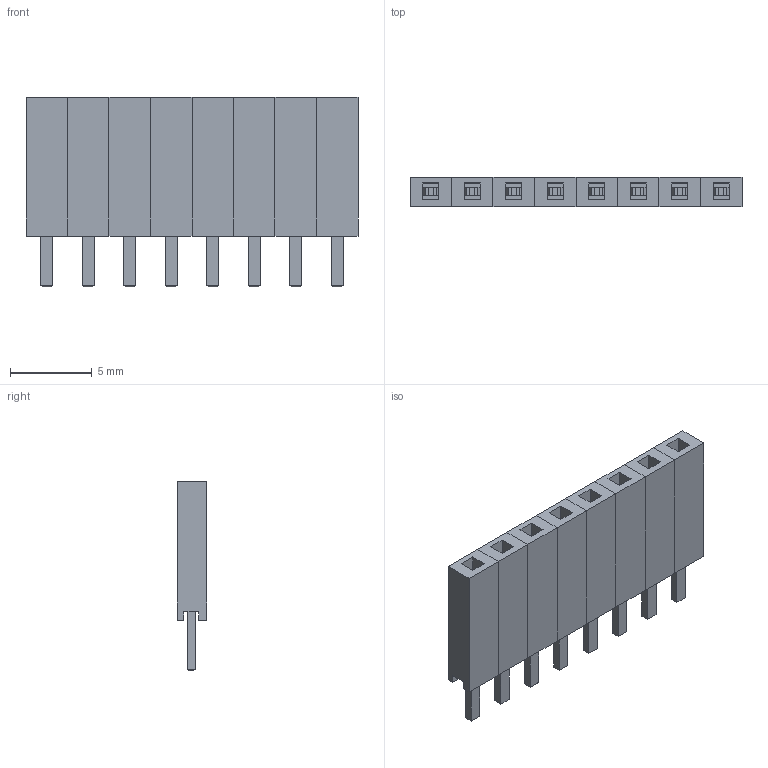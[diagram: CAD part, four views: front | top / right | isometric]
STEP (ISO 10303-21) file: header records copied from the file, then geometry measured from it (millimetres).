
FILE_DESCRIPTION(('FreeCAD Model'),'2;1');
FILE_NAME('Connecteur-2.54-Femelle-8_Contacts.step','2019-01-18T16:53:50',( 'Author'),(''),'Open CASCADE STEP processor 6.8','FreeCAD','Unknown' );
FILE_SCHEMA(('AUTOMOTIVE_DESIGN_CC2 { 1 2 10303 214 -1 1 5 4 }'));
Length unit declared in the file: millimetre
Products named in the file (3): ASSEMBLY; Array; Array001
Assembly tree (2 placements, depth 2):
  ASSEMBLY
    Array
    Array001
Bounding box: 20.32 x 1.82 x 11.6 mm (x, y, z)
Volume: 270.3 mm3; surface area: 1178 mm2
Topology: 16 solids, 16 shells, 312 faces, 784 edges, 512 vertices
Faces by surface type: plane 312
Entity records: 19448 total; most frequent: CARTESIAN_POINT 3179, DIRECTION 2982, LINE 2352, VECTOR 2352, ORIENTED_EDGE 1568, PCURVE 1568, DEFINITIONAL_REPRESENTATION 1568, EDGE_CURVE 784
